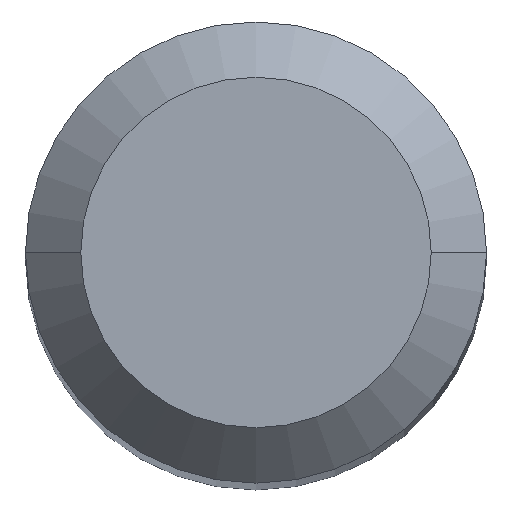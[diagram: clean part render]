
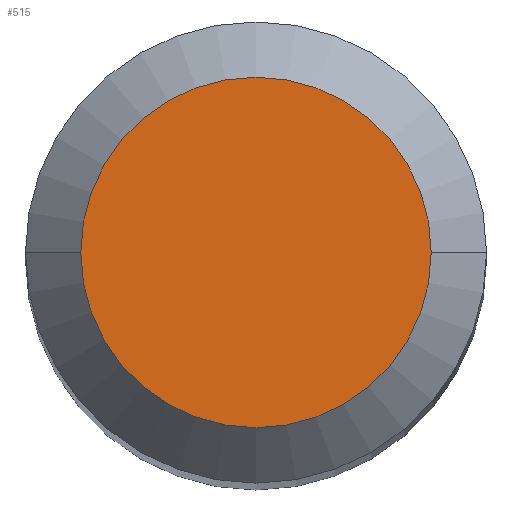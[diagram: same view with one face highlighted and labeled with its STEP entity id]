
A CAD part, top view. The second image highlights one B-rep face of the part: STEP entity #515.
In plain terms, the highlighted planar face has unit normal (0, 0, 1).
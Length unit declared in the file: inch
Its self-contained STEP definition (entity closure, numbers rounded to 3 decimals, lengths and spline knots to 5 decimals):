
#6 = DIRECTION ( 'NONE',  ( 0., 0., 1. ) ) ;
#13 = PLANE ( 'NONE',  #230 ) ;
#18 = EDGE_CURVE ( 'NONE', #528, #514, #317, .T. ) ;
#60 = CARTESIAN_POINT ( 'NONE',  ( 0., 0., 0. ) ) ;
#68 = DIRECTION ( 'NONE',  ( 0., 0., -1. ) ) ;
#121 = DIRECTION ( 'NONE',  ( -1., 0., 0. ) ) ;
#130 = AXIS2_PLACEMENT_3D ( 'NONE', #205, #370, #200 ) ;
#167 = EDGE_LOOP ( 'NONE', ( #186, #544 ) ) ;
#186 = ORIENTED_EDGE ( 'NONE', *, *, #18, .T. ) ;
#200 = DIRECTION ( 'NONE',  ( 1., 0., 0. ) ) ;
#205 = CARTESIAN_POINT ( 'NONE',  ( 0., 0., 0. ) ) ;
#213 = DIRECTION ( 'NONE',  ( 1., 0., 0. ) ) ;
#226 = CARTESIAN_POINT ( 'NONE',  ( 0.0475, 0., 0. ) ) ;
#230 = AXIS2_PLACEMENT_3D ( 'NONE', #304, #68, #121 ) ;
#285 = AXIS2_PLACEMENT_3D ( 'NONE', #60, #6, #213 ) ;
#304 = CARTESIAN_POINT ( 'NONE',  ( 0., 0.0475, 0. ) ) ;
#317 = CIRCLE ( 'NONE', #130, 0.0475 ) ;
#348 = EDGE_CURVE ( 'NONE', #514, #528, #394, .T. ) ;
#352 = FACE_OUTER_BOUND ( 'NONE', #167, .T. ) ;
#370 = DIRECTION ( 'NONE',  ( 0., 0., 1. ) ) ;
#394 = CIRCLE ( 'NONE', #285, 0.0475 ) ;
#429 = CARTESIAN_POINT ( 'NONE',  ( -0.0475, 0., 0. ) ) ;
#514 = VERTEX_POINT ( 'NONE', #226 ) ;
#515 = ADVANCED_FACE ( 'NONE', ( #352 ), #13, .F. ) ;
#528 = VERTEX_POINT ( 'NONE', #429 ) ;
#544 = ORIENTED_EDGE ( 'NONE', *, *, #348, .T. ) ;
